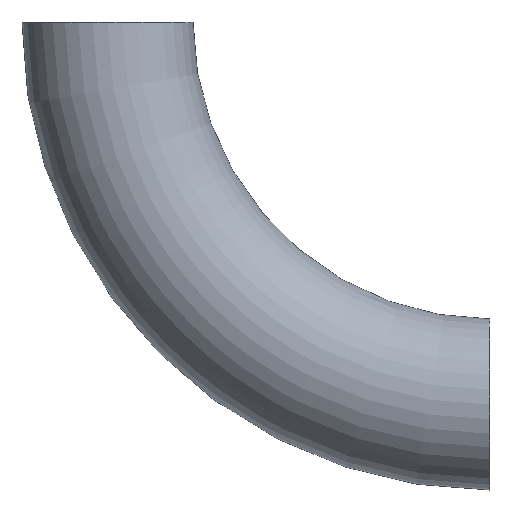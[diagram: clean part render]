
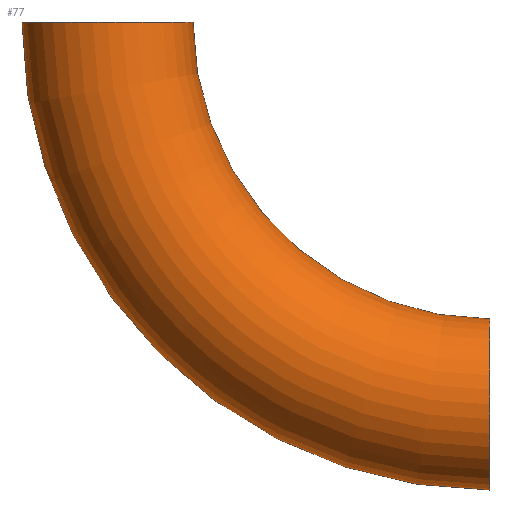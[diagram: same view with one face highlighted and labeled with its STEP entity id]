
A CAD part, front view. The second image highlights one B-rep face of the part: STEP entity #77.
In plain terms, the highlighted toroidal (fillet/blend) face has major radius 108 mm and minor radius 24.15 mm.
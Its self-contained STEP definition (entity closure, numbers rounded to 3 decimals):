
#17 = AXIS2_PLACEMENT_3D ( 'NONE', #214, #100, #83 ) ;
#27 = CARTESIAN_POINT ( 'NONE',  ( 0., 0., 0. ) ) ;
#32 = ORIENTED_EDGE ( 'NONE', *, *, #98, .F. ) ;
#43 = FACE_OUTER_BOUND ( 'NONE', #134, .T. ) ;
#66 = DIRECTION ( 'NONE',  ( 0., 0., 1. ) ) ;
#67 = CARTESIAN_POINT ( 'NONE',  ( 0., 0., -132.15 ) ) ;
#69 = CARTESIAN_POINT ( 'NONE',  ( 0., 0., 0. ) ) ;
#74 = VERTEX_POINT ( 'NONE', #118 ) ;
#77 = ADVANCED_FACE ( 'NONE', ( #43 ), #193, .T. ) ;
#81 = AXIS2_PLACEMENT_3D ( 'NONE', #140, #66, #215 ) ;
#83 = DIRECTION ( 'NONE',  ( 0., 0., 1. ) ) ;
#86 = ORIENTED_EDGE ( 'NONE', *, *, #217, .T. ) ;
#88 = CIRCLE ( 'NONE', #236, 24.15 ) ;
#98 = EDGE_CURVE ( 'NONE', #206, #74, #250, .T. ) ;
#100 = DIRECTION ( 'NONE',  ( 0., 1., 0. ) ) ;
#103 = DIRECTION ( 'NONE',  ( 0., 1., 0. ) ) ;
#112 = VERTEX_POINT ( 'NONE', #176 ) ;
#118 = CARTESIAN_POINT ( 'NONE',  ( -83.85, 0., 0. ) ) ;
#121 = CIRCLE ( 'NONE', #142, 132.15 ) ;
#134 = EDGE_LOOP ( 'NONE', ( #188, #150, #86, #32 ) ) ;
#137 = AXIS2_PLACEMENT_3D ( 'NONE', #69, #146, #199 ) ;
#140 = CARTESIAN_POINT ( 'NONE',  ( -108., 0., 0. ) ) ;
#142 = AXIS2_PLACEMENT_3D ( 'NONE', #27, #103, #165 ) ;
#146 = DIRECTION ( 'NONE',  ( 0., 1., 0. ) ) ;
#150 = ORIENTED_EDGE ( 'NONE', *, *, #151, .T. ) ;
#151 = EDGE_CURVE ( 'NONE', #229, #112, #88, .T. ) ;
#158 = CARTESIAN_POINT ( 'NONE',  ( 0., 0., -108. ) ) ;
#164 = CARTESIAN_POINT ( 'NONE',  ( -132.15, 0., 0. ) ) ;
#165 = DIRECTION ( 'NONE',  ( 0., 0., 1. ) ) ;
#176 = CARTESIAN_POINT ( 'NONE',  ( 0., 0., -83.85 ) ) ;
#188 = ORIENTED_EDGE ( 'NONE', *, *, #231, .F. ) ;
#193 = TOROIDAL_SURFACE ( 'NONE', #17, 108., 24.15 ) ;
#199 = DIRECTION ( 'NONE',  ( 0., 0., 1. ) ) ;
#206 = VERTEX_POINT ( 'NONE', #164 ) ;
#212 = DIRECTION ( 'NONE',  ( 0., 0., 1. ) ) ;
#214 = CARTESIAN_POINT ( 'NONE',  ( 0., 0., 0. ) ) ;
#215 = DIRECTION ( 'NONE',  ( 1., 0., 0. ) ) ;
#217 = EDGE_CURVE ( 'NONE', #112, #74, #237, .T. ) ;
#229 = VERTEX_POINT ( 'NONE', #67 ) ;
#231 = EDGE_CURVE ( 'NONE', #229, #206, #121, .T. ) ;
#236 = AXIS2_PLACEMENT_3D ( 'NONE', #158, #238, #212 ) ;
#237 = CIRCLE ( 'NONE', #137, 83.85 ) ;
#238 = DIRECTION ( 'NONE',  ( -1., 0., 0. ) ) ;
#250 = CIRCLE ( 'NONE', #81, 24.15 ) ;
